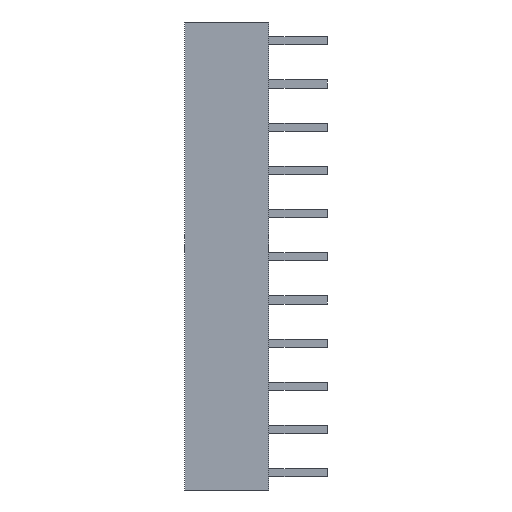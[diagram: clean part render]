
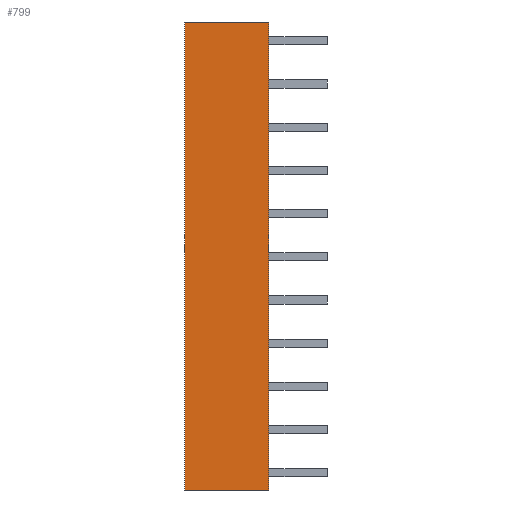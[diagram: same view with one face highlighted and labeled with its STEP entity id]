
A CAD part, left-side view. The second image highlights one B-rep face of the part: STEP entity #799.
In plain terms, the highlighted planar face has unit normal (-1, 0, 0).
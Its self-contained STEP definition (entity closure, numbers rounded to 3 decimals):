
#1=DIRECTION('',(0.,-1.,0.));
#2=VECTOR('',#1,4.95);
#3=CARTESIAN_POINT('',(-1.08,4.95,0.));
#4=LINE('',#3,#2);
#17=DIRECTION('',(0.,0.,1.));
#18=VECTOR('',#17,27.53);
#19=CARTESIAN_POINT('',(-1.08,4.95,0.));
#20=LINE('',#19,#18);
#29=DIRECTION('',(0.,0.,1.));
#30=VECTOR('',#29,27.53);
#31=CARTESIAN_POINT('',(-1.08,0.,0.));
#32=LINE('',#31,#30);
#209=DIRECTION('',(0.,-1.,0.));
#210=VECTOR('',#209,4.95);
#211=CARTESIAN_POINT('',(-1.08,4.95,27.53));
#212=LINE('',#211,#210);
#577=CARTESIAN_POINT('',(-1.08,4.95,0.));
#578=CARTESIAN_POINT('',(-1.08,0.,0.));
#579=VERTEX_POINT('',#577);
#580=VERTEX_POINT('',#578);
#585=CARTESIAN_POINT('',(-1.08,4.95,27.53));
#586=CARTESIAN_POINT('',(-1.08,0.,27.53));
#587=VERTEX_POINT('',#585);
#588=VERTEX_POINT('',#586);
#785=CARTESIAN_POINT('',(-1.08,4.95,0.));
#786=DIRECTION('',(-1.,0.,0.));
#787=DIRECTION('',(0.,-1.,0.));
#788=AXIS2_PLACEMENT_3D('',#785,#786,#787);
#789=PLANE('',#788);
#790=ORIENTED_EDGE('',*,*,#774,.F.);
#792=ORIENTED_EDGE('',*,*,#791,.T.);
#794=ORIENTED_EDGE('',*,*,#793,.T.);
#796=ORIENTED_EDGE('',*,*,#795,.F.);
#797=EDGE_LOOP('',(#790,#792,#794,#796));
#798=FACE_OUTER_BOUND('',#797,.F.);
#774=EDGE_CURVE('',#579,#580,#4,.T.);
#791=EDGE_CURVE('',#579,#587,#20,.T.);
#793=EDGE_CURVE('',#587,#588,#212,.T.);
#795=EDGE_CURVE('',#580,#588,#32,.T.);
#799=ADVANCED_FACE('',(#798),#789,.T.);
